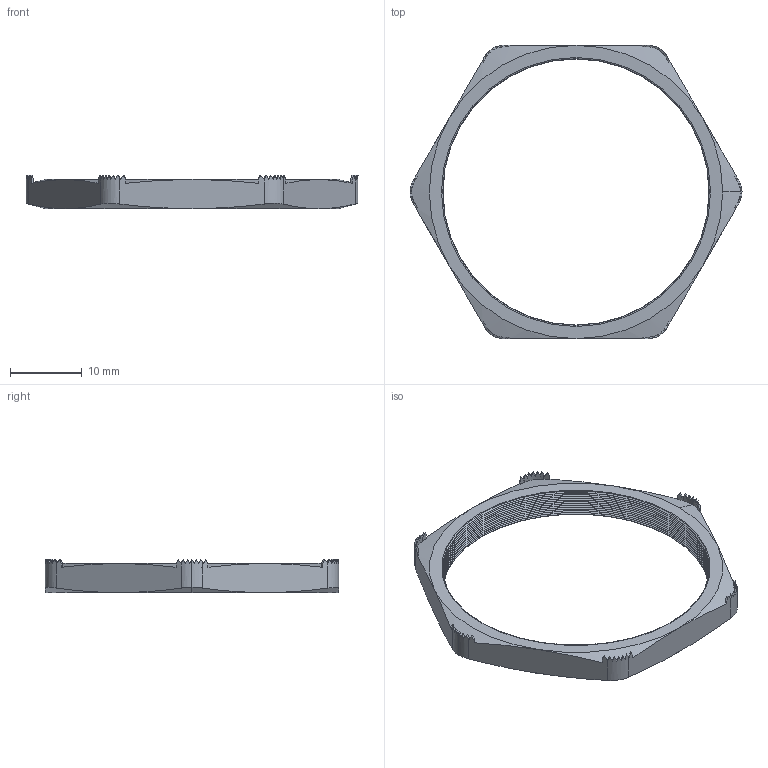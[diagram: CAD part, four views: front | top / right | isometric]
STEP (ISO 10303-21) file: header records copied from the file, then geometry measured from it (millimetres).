
FILE_DESCRIPTION (( 'STEP AP203' ), '1' );
FILE_NAME ('NP-29-BE.STEP', '2008-04-01T12:22:09', ( 'Baystate-05' ), ( 'BayState InfoTech' ), 'SwSTEP 2.0', 'SolidWorks 2007', '' );
FILE_SCHEMA (( 'CONFIG_CONTROL_DESIGN' ));
Length unit declared in the file: inch
Products named in the file (1): NP-29-BE
Bounding box: 46.28 x 40.89 x 4.63 mm (x, y, z)
Volume: 1366.6 mm3; surface area: 2181.4 mm2
Topology: 1 solids, 1 shells, 224 faces, 566 edges, 344 vertices
Faces by surface type: plane 116, cone 66, cylinder 38, torus 4
Entity records: 6847 total; most frequent: CARTESIAN_POINT 1833, ORIENTED_EDGE 1132, DIRECTION 934, EDGE_CURVE 566, VERTEX_POINT 344, AXIS2_PLACEMENT_3D 325, VECTOR 284, LINE 284
